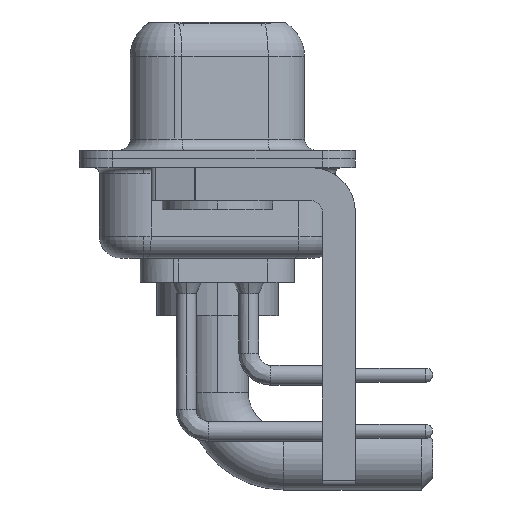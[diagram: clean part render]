
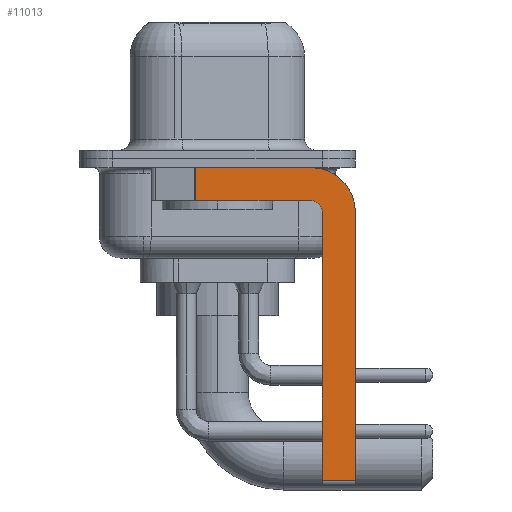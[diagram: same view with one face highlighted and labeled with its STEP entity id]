
A CAD part, left-side view. The second image highlights one B-rep face of the part: STEP entity #11013.
In plain terms, the highlighted planar face has unit normal (-1, 0, 0).
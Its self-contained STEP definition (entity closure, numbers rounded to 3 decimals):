
#169 = ORIENTED_EDGE ( 'NONE', *, *, #3471, .F. ) ;
#273 = CIRCLE ( 'NONE', #4684, 2. ) ;
#466 = DIRECTION ( 'NONE',  ( 0., 1., 0. ) ) ;
#505 = FACE_OUTER_BOUND ( 'NONE', #13360, .T. ) ;
#834 = CARTESIAN_POINT ( 'NONE',  ( -2.9, -4.75, -14.55 ) ) ;
#930 = ORIENTED_EDGE ( 'NONE', *, *, #16994, .F. ) ;
#1021 = VERTEX_POINT ( 'NONE', #4681 ) ;
#1041 = EDGE_CURVE ( 'NONE', #1835, #17030, #11327, .T. ) ;
#1055 = DIRECTION ( 'NONE',  ( -1., 0., 0. ) ) ;
#1257 = EDGE_CURVE ( 'NONE', #7004, #1835, #2133, .T. ) ;
#1284 = VERTEX_POINT ( 'NONE', #1658 ) ;
#1302 = EDGE_CURVE ( 'NONE', #14542, #12904, #6635, .T. ) ;
#1652 = LINE ( 'NONE', #3107, #2035 ) ;
#1658 = CARTESIAN_POINT ( 'NONE',  ( -2.9, -6.25, -2.4 ) ) ;
#1835 = VERTEX_POINT ( 'NONE', #1869 ) ;
#1869 = CARTESIAN_POINT ( 'NONE',  ( -2.9, -4.25, -1.9 ) ) ;
#2035 = VECTOR ( 'NONE', #12355, 1000. ) ;
#2068 = LINE ( 'NONE', #5931, #5964 ) ;
#2133 = CIRCLE ( 'NONE', #14003, 0.5 ) ;
#2474 = DIRECTION ( 'NONE',  ( 1., 0., 0. ) ) ;
#2613 = ORIENTED_EDGE ( 'NONE', *, *, #1041, .F. ) ;
#2944 = DIRECTION ( 'NONE',  ( 0., -1., 0. ) ) ;
#3090 = PLANE ( 'NONE',  #15078 ) ;
#3107 = CARTESIAN_POINT ( 'NONE',  ( -2.9, -4.75, -14.8 ) ) ;
#3347 = LINE ( 'NONE', #8617, #3382 ) ;
#3382 = VECTOR ( 'NONE', #13914, 1000. ) ;
#3471 = EDGE_CURVE ( 'NONE', #1021, #1284, #273, .T. ) ;
#4599 = CARTESIAN_POINT ( 'NONE',  ( -2.9, -4.25, -1.9 ) ) ;
#4625 = LINE ( 'NONE', #11354, #6955 ) ;
#4681 = CARTESIAN_POINT ( 'NONE',  ( -2.9, -4.25, -0.4 ) ) ;
#4684 = AXIS2_PLACEMENT_3D ( 'NONE', #15601, #2474, #15347 ) ;
#4724 = ORIENTED_EDGE ( 'NONE', *, *, #1257, .F. ) ;
#4812 = ORIENTED_EDGE ( 'NONE', *, *, #1302, .T. ) ;
#5262 = VECTOR ( 'NONE', #466, 1000. ) ;
#5931 = CARTESIAN_POINT ( 'NONE',  ( -2.9, 0.978, -1.9 ) ) ;
#5964 = VECTOR ( 'NONE', #9820, 1000. ) ;
#6086 = EDGE_CURVE ( 'NONE', #1284, #12904, #4625, .T. ) ;
#6635 = LINE ( 'NONE', #14782, #11206 ) ;
#6955 = VECTOR ( 'NONE', #16724, 1000. ) ;
#7004 = VERTEX_POINT ( 'NONE', #14093 ) ;
#7392 = ORIENTED_EDGE ( 'NONE', *, *, #10981, .T. ) ;
#7531 = EDGE_CURVE ( 'NONE', #14299, #1021, #3347, .T. ) ;
#8242 = CARTESIAN_POINT ( 'NONE',  ( -2.9, 0.978, -0.4 ) ) ;
#8364 = CARTESIAN_POINT ( 'NONE',  ( -2.9, 0.978, -1.9 ) ) ;
#8438 = CARTESIAN_POINT ( 'NONE',  ( -2.9, -4.25, -2.4 ) ) ;
#8617 = CARTESIAN_POINT ( 'NONE',  ( -2.9, 3., -0.4 ) ) ;
#9008 = ORIENTED_EDGE ( 'NONE', *, *, #6086, .F. ) ;
#9820 = DIRECTION ( 'NONE',  ( 0., 0., -1. ) ) ;
#10981 = EDGE_CURVE ( 'NONE', #14299, #17030, #2068, .T. ) ;
#11013 = ADVANCED_FACE ( 'NONE', ( #505 ), #3090, .F. ) ;
#11206 = VECTOR ( 'NONE', #2944, 1000. ) ;
#11327 = LINE ( 'NONE', #4599, #5262 ) ;
#11354 = CARTESIAN_POINT ( 'NONE',  ( -2.9, -6.25, -2.4 ) ) ;
#12355 = DIRECTION ( 'NONE',  ( 0., 0., 1. ) ) ;
#12623 = CARTESIAN_POINT ( 'NONE',  ( -2.9, -6.25, -14.55 ) ) ;
#12890 = CARTESIAN_POINT ( 'NONE',  ( -2.9, -4.25, -2.4 ) ) ;
#12904 = VERTEX_POINT ( 'NONE', #12623 ) ;
#13360 = EDGE_LOOP ( 'NONE', ( #16885, #7392, #2613, #4724, #930, #4812, #9008, #169 ) ) ;
#13914 = DIRECTION ( 'NONE',  ( 0., -1., 0. ) ) ;
#14003 = AXIS2_PLACEMENT_3D ( 'NONE', #12890, #1055, #15986 ) ;
#14093 = CARTESIAN_POINT ( 'NONE',  ( -2.9, -4.75, -2.4 ) ) ;
#14299 = VERTEX_POINT ( 'NONE', #8242 ) ;
#14542 = VERTEX_POINT ( 'NONE', #834 ) ;
#14782 = CARTESIAN_POINT ( 'NONE',  ( -2.9, -4.25, -14.55 ) ) ;
#15078 = AXIS2_PLACEMENT_3D ( 'NONE', #8438, #16485, #15097 ) ;
#15097 = DIRECTION ( 'NONE',  ( 0., 0., -1. ) ) ;
#15347 = DIRECTION ( 'NONE',  ( 0., 0., -1. ) ) ;
#15601 = CARTESIAN_POINT ( 'NONE',  ( -2.9, -4.25, -2.4 ) ) ;
#15986 = DIRECTION ( 'NONE',  ( 0., 0., 1. ) ) ;
#16485 = DIRECTION ( 'NONE',  ( 1., 0., 0. ) ) ;
#16724 = DIRECTION ( 'NONE',  ( 0., 0., -1. ) ) ;
#16885 = ORIENTED_EDGE ( 'NONE', *, *, #7531, .F. ) ;
#16994 = EDGE_CURVE ( 'NONE', #14542, #7004, #1652, .T. ) ;
#17030 = VERTEX_POINT ( 'NONE', #8364 ) ;
